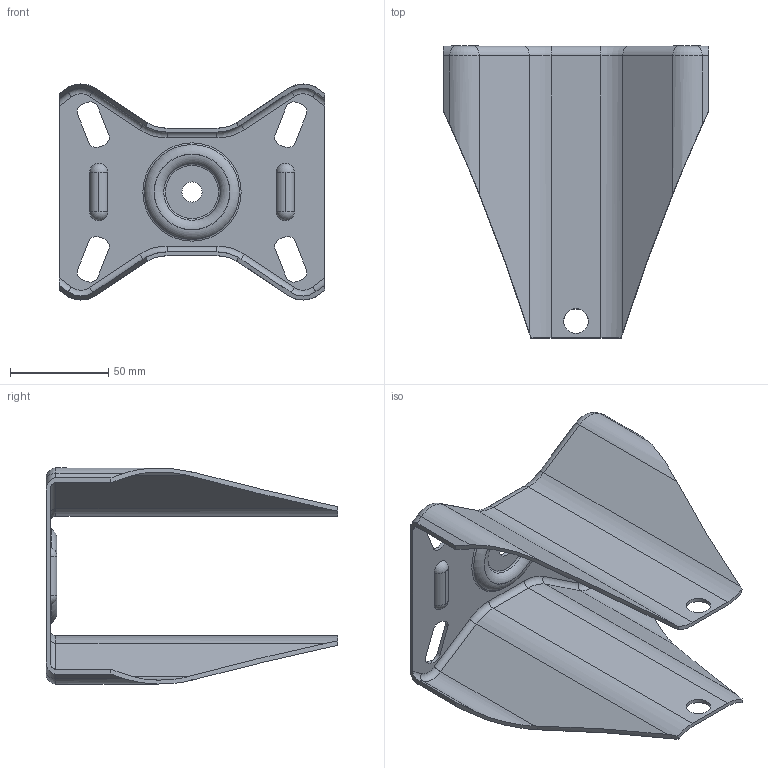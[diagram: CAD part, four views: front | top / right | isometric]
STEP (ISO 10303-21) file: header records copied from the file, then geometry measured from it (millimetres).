
FILE_DESCRIPTION (( 'STEP AP214' ), '1' );
FILE_NAME ('0015251_IV-B-200.STEP', '2019-01-29T09:27:41', ( '' ), ( '' ), 'SwSTEP 2.0', 'SolidWorks 2018', '' );
FILE_SCHEMA (( 'AUTOMOTIVE_DESIGN' ));
Length unit declared in the file: millimetre
Products named in the file (1): 0015251_IV-B-200
Bounding box: 135 x 148.5 x 109.99 mm (x, y, z)
Volume: 84084.2 mm3; surface area: 86313.1 mm2
Topology: 1 solids, 1 shells, 155 faces, 400 edges, 251 vertices
Faces by surface type: cylinder 79, plane 40, torus 32, sphere 4
Full cylindrical faces by diameter (mm): 10.2 x1, 12.5 x2
Entity records: 4798 total; most frequent: CARTESIAN_POINT 1006, DIRECTION 830, ORIENTED_EDGE 760, EDGE_CURVE 380, AXIS2_PLACEMENT_3D 334, VERTEX_POINT 246, EDGE_LOOP 188, CIRCLE 178
